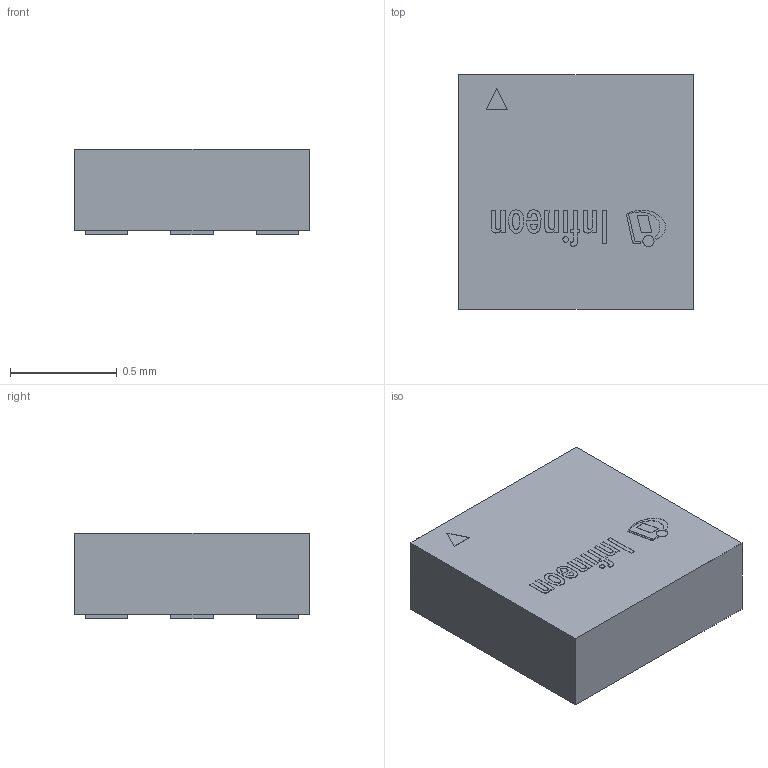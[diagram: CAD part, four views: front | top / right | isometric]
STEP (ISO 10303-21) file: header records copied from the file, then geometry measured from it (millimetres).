
FILE_DESCRIPTION(/* description */ (''),/* implementation_level */ '2;1');
FILE_NAME(/* name */ 'PG-TSLP-9-8_Z8B00202170_V02_3D.stp',/* time_stamp */ '2023-05-16T23:59:30+05:00',/* author */ ('Subramani'),/* organization */ (''),/* preprocessor_version */ 'ST-DEVELOPER v16.13',/* originating_system */ 'AutoCAD Mechanical',/* authorisation */ '');
FILE_SCHEMA (('AUTOMOTIVE_DESIGN { 1 0 10303 214 3 1 1 }'));
Length unit declared in the file: millimetre
Products named in the file (1): Product
Bounding box: 1.1 x 1.1 x 0.4 mm (x, y, z)
Volume: 0.5 mm3; surface area: 5.1 mm2
Topology: 23 solids, 23 shells, 177 faces, 390 edges, 260 vertices
Faces by surface type: plane 158, bspline 16, cylinder 3
Full cylindrical faces by diameter (mm): 0.026 x1, 0.052 x1
Entity records: 5060 total; most frequent: CARTESIAN_POINT 1254, ORIENTED_EDGE 776, DIRECTION 686, EDGE_CURVE 388, LINE 350, VECTOR 350, VERTEX_POINT 260, EDGE_LOOP 184
